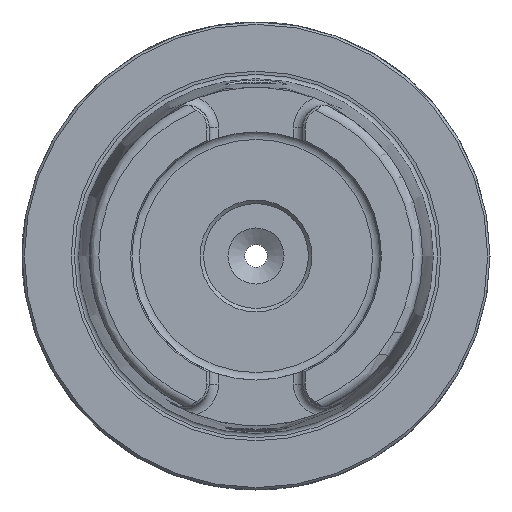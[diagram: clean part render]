
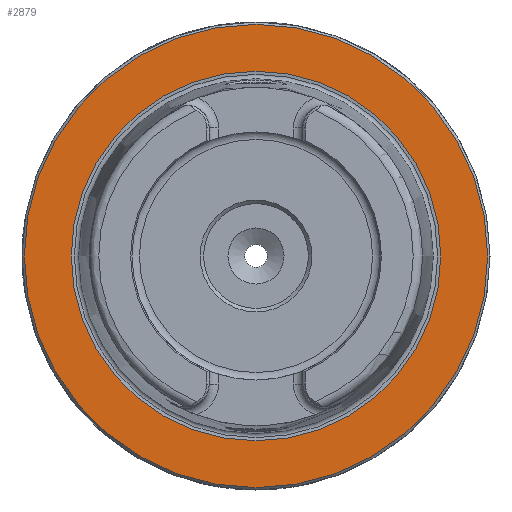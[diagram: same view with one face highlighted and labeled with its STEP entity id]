
A CAD part, left-side view. The second image highlights one B-rep face of the part: STEP entity #2879.
In plain terms, the highlighted planar face has unit normal (-1, 0, 0).
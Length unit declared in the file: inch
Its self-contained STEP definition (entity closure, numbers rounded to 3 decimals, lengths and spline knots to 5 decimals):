
#158=FACE_BOUND('',#507,.T.);
#240=PLANE('',#3115);
#342=FACE_OUTER_BOUND('',#506,.T.);
#506=EDGE_LOOP('',(#2230));
#507=EDGE_LOOP('',(#2231,#2232));
#954=CIRCLE('',#3114,1.94882);
#955=CIRCLE('',#3116,1.55442);
#956=CIRCLE('',#3117,1.55442);
#1244=VERTEX_POINT('',#6026);
#1245=VERTEX_POINT('',#6030);
#1246=VERTEX_POINT('',#6031);
#1605=EDGE_CURVE('',#1244,#1244,#954,.T.);
#1606=EDGE_CURVE('',#1245,#1246,#955,.T.);
#1607=EDGE_CURVE('',#1246,#1245,#956,.T.);
#2230=ORIENTED_EDGE('',*,*,#1605,.F.);
#2231=ORIENTED_EDGE('',*,*,#1606,.T.);
#2232=ORIENTED_EDGE('',*,*,#1607,.T.);
#2879=ADVANCED_FACE('',(#342,#158),#240,.T.);
#3114=AXIS2_PLACEMENT_3D('',#6028,#3658,#3659);
#3115=AXIS2_PLACEMENT_3D('',#6029,#3660,#3661);
#3116=AXIS2_PLACEMENT_3D('',#6032,#3662,#3663);
#3117=AXIS2_PLACEMENT_3D('',#6033,#3664,#3665);
#3658=DIRECTION('center_axis',(1.,0.,0.));
#3659=DIRECTION('ref_axis',(0.,-1.,0.));
#3660=DIRECTION('center_axis',(-1.,0.,0.));
#3661=DIRECTION('ref_axis',(0.,0.,1.));
#3662=DIRECTION('center_axis',(1.,0.,0.));
#3663=DIRECTION('ref_axis',(0.,1.,0.));
#3664=DIRECTION('center_axis',(1.,0.,0.));
#3665=DIRECTION('ref_axis',(0.,1.,0.));
#6026=CARTESIAN_POINT('',(0.,1.94882,0.));
#6028=CARTESIAN_POINT('Origin',(0.,0.,0.));
#6029=CARTESIAN_POINT('Origin',(0.,0.98425,0.));
#6030=CARTESIAN_POINT('',(0.,1.55442,0.));
#6031=CARTESIAN_POINT('',(0.,-1.55442,0.));
#6032=CARTESIAN_POINT('Origin',(0.,0.,0.));
#6033=CARTESIAN_POINT('Origin',(0.,0.,0.));
